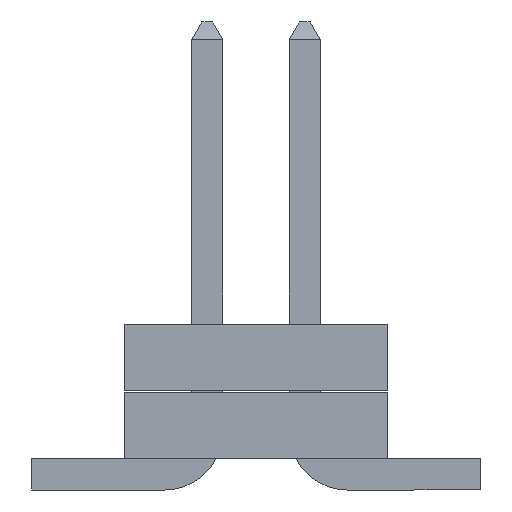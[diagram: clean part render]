
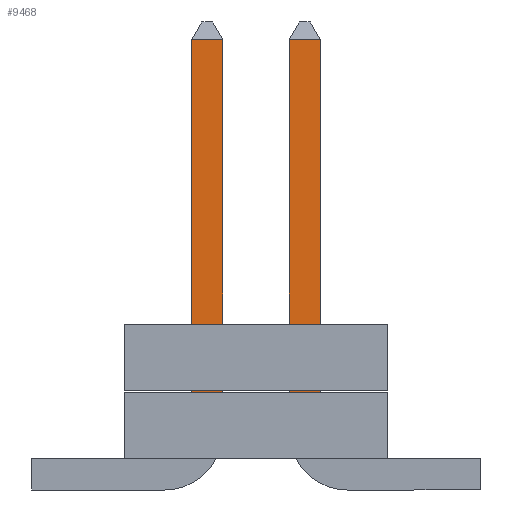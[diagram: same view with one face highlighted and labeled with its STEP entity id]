
A CAD part, left-side view. The second image highlights one B-rep face of the part: STEP entity #9468.
In plain terms, the highlighted planar face has unit normal (-1, 0, 0).
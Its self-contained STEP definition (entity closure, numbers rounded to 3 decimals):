
#221 = VERTEX_POINT('',#222);
#222 = CARTESIAN_POINT('',(-19.253,5.461,0.838));
#1423 = VERTEX_POINT('',#1424);
#1424 = CARTESIAN_POINT('',(-19.253,5.461,-0.838));
#3551 = VERTEX_POINT('',#3552);
#3552 = CARTESIAN_POINT('',(-19.253,5.461,-0.432));
#4483 = VERTEX_POINT('',#4484);
#4484 = CARTESIAN_POINT('',(-19.253,5.461,0.432));
#6389 = EDGE_CURVE('',#221,#6390,#6392,.T.);
#6390 = VERTEX_POINT('',#6391);
#6391 = CARTESIAN_POINT('',(-19.253,0.301,0.838));
#6392 = LINE('',#6393,#6394);
#6393 = CARTESIAN_POINT('',(-19.253,5.461,0.838));
#6394 = VECTOR('',#6395,1.);
#6395 = DIRECTION('',(0.,-1.,0.));
#7110 = EDGE_CURVE('',#6390,#7111,#7113,.T.);
#7111 = VERTEX_POINT('',#7112);
#7112 = CARTESIAN_POINT('',(-19.253,0.301,-0.838));
#7113 = LINE('',#7114,#7115);
#7114 = CARTESIAN_POINT('',(-19.253,0.301,0.838));
#7115 = VECTOR('',#7116,1.);
#7116 = DIRECTION('',(0.,0.,-1.));
#7838 = EDGE_CURVE('',#7111,#1423,#7839,.T.);
#7839 = LINE('',#7840,#7841);
#7840 = CARTESIAN_POINT('',(-19.253,0.301,-0.838));
#7841 = VECTOR('',#7842,1.);
#7842 = DIRECTION('',(0.,1.,0.));
#7955 = EDGE_CURVE('',#3551,#7956,#7958,.T.);
#7956 = VERTEX_POINT('',#7957);
#7957 = CARTESIAN_POINT('',(-19.253,0.555,-0.432));
#7958 = LINE('',#7959,#7960);
#7959 = CARTESIAN_POINT('',(-19.253,5.461,-0.432));
#7960 = VECTOR('',#7961,1.);
#7961 = DIRECTION('',(0.,-1.,0.));
#8676 = EDGE_CURVE('',#7956,#8677,#8679,.T.);
#8677 = VERTEX_POINT('',#8678);
#8678 = CARTESIAN_POINT('',(-19.253,0.555,0.432));
#8679 = LINE('',#8680,#8681);
#8680 = CARTESIAN_POINT('',(-19.253,0.555,-0.432));
#8681 = VECTOR('',#8682,1.);
#8682 = DIRECTION('',(0.,0.,1.));
#9404 = EDGE_CURVE('',#8677,#4483,#9405,.T.);
#9405 = LINE('',#9406,#9407);
#9406 = CARTESIAN_POINT('',(-19.253,0.555,0.432));
#9407 = VECTOR('',#9408,1.);
#9408 = DIRECTION('',(0.,1.,0.));
#9468 = ADVANCED_FACE('',(#9469),#9489,.F.);
#9469 = FACE_BOUND('',#9470,.T.);
#9470 = EDGE_LOOP('',(#9471,#9472,#9473,#9479,#9480,#9481,#9482,#9488));
#9471 = ORIENTED_EDGE('',*,*,#7110,.F.);
#9472 = ORIENTED_EDGE('',*,*,#6389,.F.);
#9473 = ORIENTED_EDGE('',*,*,#9474,.T.);
#9474 = EDGE_CURVE('',#221,#4483,#9475,.T.);
#9475 = LINE('',#9476,#9477);
#9476 = CARTESIAN_POINT('',(-19.253,5.461,0.));
#9477 = VECTOR('',#9478,1.);
#9478 = DIRECTION('',(0.,0.,-1.));
#9479 = ORIENTED_EDGE('',*,*,#9404,.F.);
#9480 = ORIENTED_EDGE('',*,*,#8676,.F.);
#9481 = ORIENTED_EDGE('',*,*,#7955,.F.);
#9482 = ORIENTED_EDGE('',*,*,#9483,.T.);
#9483 = EDGE_CURVE('',#3551,#1423,#9484,.T.);
#9484 = LINE('',#9485,#9486);
#9485 = CARTESIAN_POINT('',(-19.253,5.461,0.));
#9486 = VECTOR('',#9487,1.);
#9487 = DIRECTION('',(0.,0.,-1.));
#9488 = ORIENTED_EDGE('',*,*,#7838,.F.);
#9489 = PLANE('',#9490);
#9490 = AXIS2_PLACEMENT_3D('',#9491,#9492,#9493);
#9491 = CARTESIAN_POINT('',(-19.253,0.,0.));
#9492 = DIRECTION('',(1.,0.,0.));
#9493 = DIRECTION('',(0.,0.,-1.));
